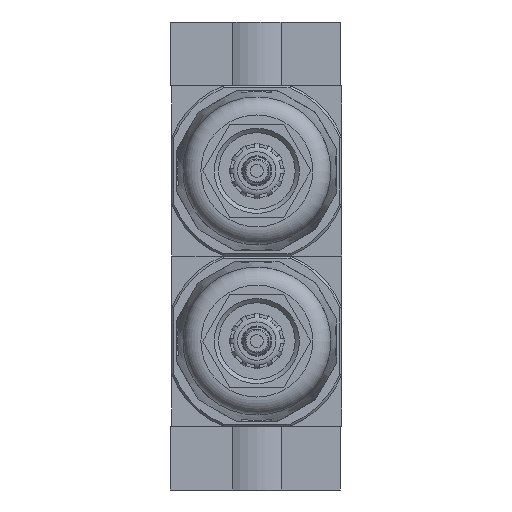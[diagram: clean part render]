
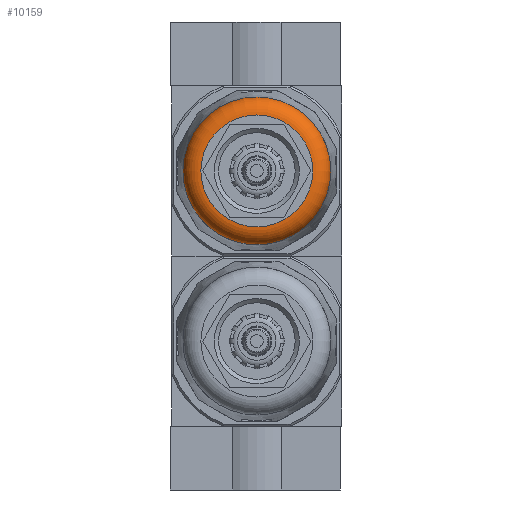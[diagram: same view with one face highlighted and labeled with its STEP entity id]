
A CAD part, front view. The second image highlights one B-rep face of the part: STEP entity #10159.
In plain terms, the highlighted toroidal (fillet/blend) face has major radius 13.15 mm and minor radius 4.2 mm.
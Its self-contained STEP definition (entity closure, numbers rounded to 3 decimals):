
#24=TOROIDAL_SURFACE('',#13843,13.15,4.2);
#965=CIRCLE('',#13842,13.15);
#966=CIRCLE('',#13844,17.35);
#2393=ORIENTED_EDGE('',*,*,#4811,.T.);
#2394=ORIENTED_EDGE('',*,*,#4810,.F.);
#4810=EDGE_CURVE('',#6078,#6078,#965,.T.);
#4811=EDGE_CURVE('',#6079,#6079,#966,.T.);
#6078=VERTEX_POINT('',#19203);
#6079=VERTEX_POINT('',#19206);
#8285=EDGE_LOOP('',(#2393));
#8286=EDGE_LOOP('',(#2394));
#9114=FACE_BOUND('',#8285,.T.);
#9115=FACE_BOUND('',#8286,.T.);
#10159=ADVANCED_FACE('',(#9114,#9115),#24,.T.);
#13842=AXIS2_PLACEMENT_3D('',#19202,#15818,#15819);
#13843=AXIS2_PLACEMENT_3D('',#19204,#15820,#15821);
#13844=AXIS2_PLACEMENT_3D('',#19205,#15822,#15823);
#15818=DIRECTION('',(0.,-1.,0.));
#15819=DIRECTION('',(0.,0.,-1.));
#15820=DIRECTION('',(0.,-1.,0.));
#15821=DIRECTION('',(0.,0.,-1.));
#15822=DIRECTION('',(0.,-1.,0.));
#15823=DIRECTION('',(0.,0.,-1.));
#19202=CARTESIAN_POINT('',(0.,-119.,0.));
#19203=CARTESIAN_POINT('',(0.,-119.,-13.15));
#19204=CARTESIAN_POINT('',(0.,-114.8,0.));
#19205=CARTESIAN_POINT('',(0.,-114.8,0.));
#19206=CARTESIAN_POINT('',(0.,-114.8,-17.35));
